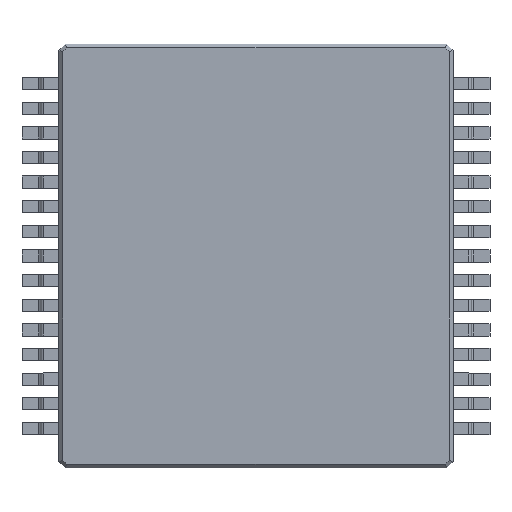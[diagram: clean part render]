
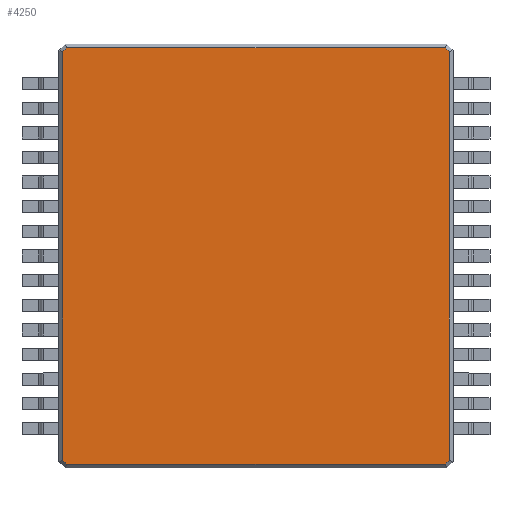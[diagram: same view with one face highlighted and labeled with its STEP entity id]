
A CAD part, top view. The second image highlights one B-rep face of the part: STEP entity #4250.
In plain terms, the highlighted planar face has unit normal (0, 0, 1).
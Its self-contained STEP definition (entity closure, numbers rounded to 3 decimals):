
#603 = VERTEX_POINT('',#604);
#604 = CARTESIAN_POINT('',(-7.85,-8.288,2.025));
#612 = VERTEX_POINT('',#613);
#613 = CARTESIAN_POINT('',(-7.85,8.288,2.025));
#619 = EDGE_CURVE('',#603,#612,#620,.T.);
#620 = LINE('',#621,#622);
#621 = CARTESIAN_POINT('',(-7.85,-8.35,2.025));
#622 = VECTOR('',#623,1.);
#623 = DIRECTION('',(0.,1.,0.));
#4176 = EDGE_CURVE('',#603,#4177,#4179,.T.);
#4177 = VERTEX_POINT('',#4178);
#4178 = CARTESIAN_POINT('',(-7.688,-8.45,2.025));
#4179 = LINE('',#4180,#4181);
#4180 = CARTESIAN_POINT('',(-7.894,-8.244,
    2.025));
#4181 = VECTOR('',#4182,1.);
#4182 = DIRECTION('',(0.707,-0.707,0.
    ));
#4250 = ADVANCED_FACE('',(#4251),#4301,.F.);
#4251 = FACE_BOUND('',#4252,.F.);
#4252 = EDGE_LOOP('',(#4253,#4263,#4271,#4279,#4287,#4293,#4294,#4295));
#4253 = ORIENTED_EDGE('',*,*,#4254,.T.);
#4254 = EDGE_CURVE('',#4255,#4257,#4259,.T.);
#4255 = VERTEX_POINT('',#4256);
#4256 = CARTESIAN_POINT('',(-7.688,8.45,2.025));
#4257 = VERTEX_POINT('',#4258);
#4258 = CARTESIAN_POINT('',(7.688,8.45,2.025));
#4259 = LINE('',#4260,#4261);
#4260 = CARTESIAN_POINT('',(-7.75,8.45,2.025));
#4261 = VECTOR('',#4262,1.);
#4262 = DIRECTION('',(1.,0.,0.));
#4263 = ORIENTED_EDGE('',*,*,#4264,.T.);
#4264 = EDGE_CURVE('',#4257,#4265,#4267,.T.);
#4265 = VERTEX_POINT('',#4266);
#4266 = CARTESIAN_POINT('',(7.85,8.288,2.025));
#4267 = LINE('',#4268,#4269);
#4268 = CARTESIAN_POINT('',(7.644,8.494,2.025
    ));
#4269 = VECTOR('',#4270,1.);
#4270 = DIRECTION('',(0.707,-0.707,0.
    ));
#4271 = ORIENTED_EDGE('',*,*,#4272,.T.);
#4272 = EDGE_CURVE('',#4265,#4273,#4275,.T.);
#4273 = VERTEX_POINT('',#4274);
#4274 = CARTESIAN_POINT('',(7.85,-8.288,2.025));
#4275 = LINE('',#4276,#4277);
#4276 = CARTESIAN_POINT('',(7.85,8.35,2.025));
#4277 = VECTOR('',#4278,1.);
#4278 = DIRECTION('',(0.,-1.,0.));
#4279 = ORIENTED_EDGE('',*,*,#4280,.F.);
#4280 = EDGE_CURVE('',#4281,#4273,#4283,.T.);
#4281 = VERTEX_POINT('',#4282);
#4282 = CARTESIAN_POINT('',(7.688,-8.45,2.025));
#4283 = LINE('',#4284,#4285);
#4284 = CARTESIAN_POINT('',(7.644,-8.494,
    2.025));
#4285 = VECTOR('',#4286,1.);
#4286 = DIRECTION('',(0.707,0.707,0.)
  );
#4287 = ORIENTED_EDGE('',*,*,#4288,.T.);
#4288 = EDGE_CURVE('',#4281,#4177,#4289,.T.);
#4289 = LINE('',#4290,#4291);
#4290 = CARTESIAN_POINT('',(7.75,-8.45,2.025));
#4291 = VECTOR('',#4292,1.);
#4292 = DIRECTION('',(-1.,0.,0.));
#4293 = ORIENTED_EDGE('',*,*,#4176,.F.);
#4294 = ORIENTED_EDGE('',*,*,#619,.T.);
#4295 = ORIENTED_EDGE('',*,*,#4296,.T.);
#4296 = EDGE_CURVE('',#612,#4255,#4297,.T.);
#4297 = LINE('',#4298,#4299);
#4298 = CARTESIAN_POINT('',(-7.894,8.244,
    2.025));
#4299 = VECTOR('',#4300,1.);
#4300 = DIRECTION('',(0.707,0.707,0.)
  );
#4301 = PLANE('',#4302);
#4302 = AXIS2_PLACEMENT_3D('',#4303,#4304,#4305);
#4303 = CARTESIAN_POINT('',(0.,0.,2.025));
#4304 = DIRECTION('',(-0.,0.,-1.));
#4305 = DIRECTION('',(0.,1.,0.));
